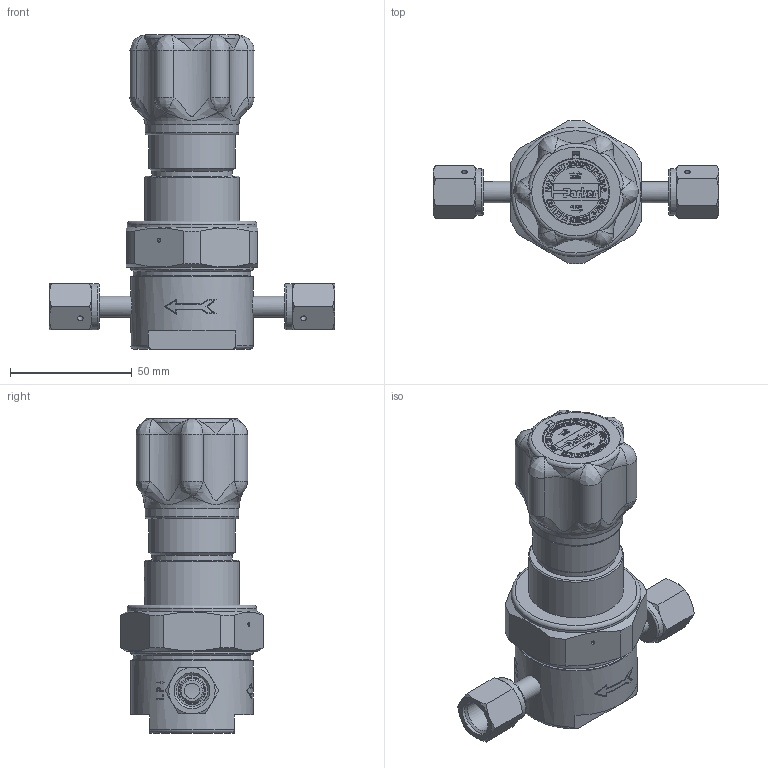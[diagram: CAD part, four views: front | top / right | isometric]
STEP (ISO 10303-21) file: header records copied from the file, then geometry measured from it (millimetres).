
FILE_DESCRIPTION(/* description */ ('FR1010S15K2PFSFF'),/* implementation_level */ '2;1');
FILE_NAME(/* name */ '54027615-3.stp',/* time_stamp */ '2019-11-19T14:55:28+05:00',/* author */ ('PM00461343'),/* organization */ (''),/* preprocessor_version */ 'ST-DEVELOPER v17',/* originating_system */ 'Autodesk Inventor 2019',/* authorisation */ '');
FILE_SCHEMA (('AUTOMOTIVE_DESIGN { 1 0 10303 214 3 1 1 }'));
Length unit declared in the file: inch
Products named in the file (1): 54027615-3
Bounding box: 117.32 x 58.91 x 129.48 mm (x, y, z)
Volume: 218380.9 mm3; surface area: 31357.3 mm2
Topology: 1 solids, 1 shells, 1198 faces, 3212 edges, 2129 vertices
Faces by surface type: plane 740, bspline 295, cylinder 102, cone 40, torus 21
Full cylindrical faces by diameter (mm): 1.524 x1, 1.575 x2, 2.286 x4, 3.962 x2, 6.375 x2, 8.788 x2, 11.379 x2, 12.929 x2, 14.732 x2, 19.05 x2, 20.32 x1, 27.051 x1, 33.223 x1, 35.56 x1, 38.608 x1, 39.116 x1, 48.514 x1, 50.292 x2, 53.34 x1
Entity records: 45185 total; most frequent: CARTESIAN_POINT 16051, ORIENTED_EDGE 6408, DIRECTION 4575, EDGE_CURVE 3204, LINE 2155, VECTOR 2155, VERTEX_POINT 2129, EDGE_LOOP 1327
